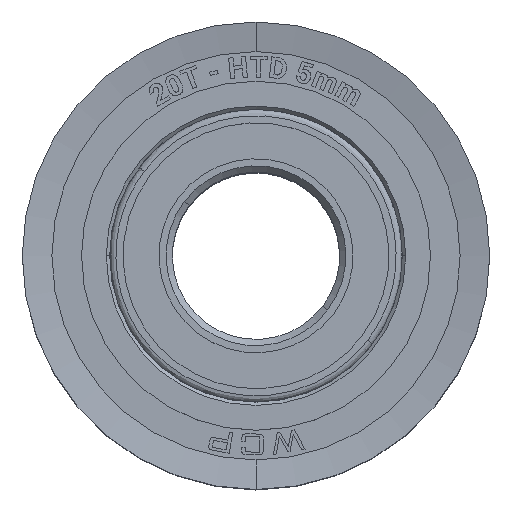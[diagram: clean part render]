
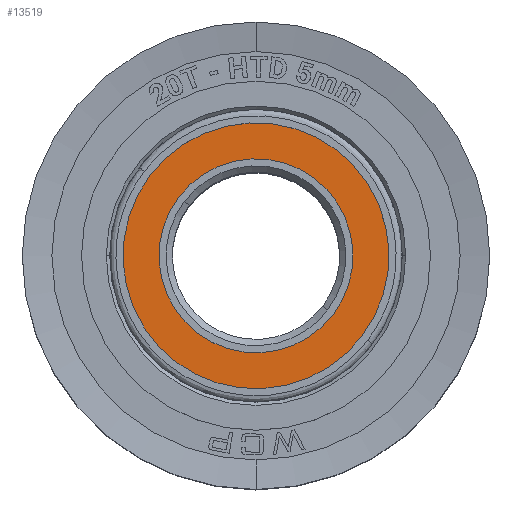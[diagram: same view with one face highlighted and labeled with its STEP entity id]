
A CAD part, top view. The second image highlights one B-rep face of the part: STEP entity #13519.
In plain terms, the highlighted face is planar.
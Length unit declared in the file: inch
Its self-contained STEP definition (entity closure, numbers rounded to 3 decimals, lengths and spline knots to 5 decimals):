
#14 = DIRECTION ( 'NONE',  ( 0., 0., 1. ) ) ;
#388 = DIRECTION ( 'NONE',  ( -1., 0., 0. ) ) ;
#401 = DIRECTION ( 'NONE',  ( -1., 0., 0. ) ) ;
#848 = CIRCLE ( 'NONE', #11617, 0.29 ) ;
#1062 = DIRECTION ( 'NONE',  ( -1., 0., 0. ) ) ;
#1718 = DIRECTION ( 'NONE',  ( 0., 0., 1. ) ) ;
#2030 = CARTESIAN_POINT ( 'NONE',  ( -0.12256, 0., 0. ) ) ;
#2860 = VERTEX_POINT ( 'NONE', #4831 ) ;
#3258 = DIRECTION ( 'NONE',  ( 0., 0., -1. ) ) ;
#3456 = CARTESIAN_POINT ( 'NONE',  ( -0.12256, 0., 0. ) ) ;
#3533 = ORIENTED_EDGE ( 'NONE', *, *, #10778, .F. ) ;
#3603 = CIRCLE ( 'NONE', #10049, 0.3975 ) ;
#4702 = FACE_OUTER_BOUND ( 'NONE', #15961, .T. ) ;
#4749 = VERTEX_POINT ( 'NONE', #5050 ) ;
#4831 = CARTESIAN_POINT ( 'NONE',  ( -0.12256, 0., 0.3975 ) ) ;
#5050 = CARTESIAN_POINT ( 'NONE',  ( -0.12256, 0., -0.29 ) ) ;
#5188 = VERTEX_POINT ( 'NONE', #16878 ) ;
#5754 = CIRCLE ( 'NONE', #14993, 0.29 ) ;
#6423 = EDGE_CURVE ( 'NONE', #6899, #4749, #5754, .T. ) ;
#6899 = VERTEX_POINT ( 'NONE', #18301 ) ;
#8573 = CARTESIAN_POINT ( 'NONE',  ( -0.12256, 0., 0. ) ) ;
#8939 = FACE_BOUND ( 'NONE', #9084, .T. ) ;
#9036 = PLANE ( 'NONE',  #16783 ) ;
#9084 = EDGE_LOOP ( 'NONE', ( #10822, #3533 ) ) ;
#9757 = EDGE_CURVE ( 'NONE', #2860, #5188, #3603, .T. ) ;
#10049 = AXIS2_PLACEMENT_3D ( 'NONE', #8573, #17450, #14 ) ;
#10189 = CARTESIAN_POINT ( 'NONE',  ( -0.12256, 0., 0. ) ) ;
#10778 = EDGE_CURVE ( 'NONE', #4749, #6899, #848, .T. ) ;
#10822 = ORIENTED_EDGE ( 'NONE', *, *, #6423, .F. ) ;
#11041 = AXIS2_PLACEMENT_3D ( 'NONE', #2030, #401, #16676 ) ;
#11617 = AXIS2_PLACEMENT_3D ( 'NONE', #10189, #1062, #1718 ) ;
#12322 = DIRECTION ( 'NONE',  ( 0., 0., 1. ) ) ;
#12523 = EDGE_CURVE ( 'NONE', #5188, #2860, #16901, .T. ) ;
#13519 = ADVANCED_FACE ( 'NONE', ( #4702, #8939 ), #9036, .F. ) ;
#13813 = ORIENTED_EDGE ( 'NONE', *, *, #9757, .T. ) ;
#14597 = ORIENTED_EDGE ( 'NONE', *, *, #12523, .T. ) ;
#14916 = CARTESIAN_POINT ( 'NONE',  ( -0.12256, 0.29, 0. ) ) ;
#14993 = AXIS2_PLACEMENT_3D ( 'NONE', #3456, #388, #12322 ) ;
#15202 = DIRECTION ( 'NONE',  ( 1., 0., 0. ) ) ;
#15961 = EDGE_LOOP ( 'NONE', ( #13813, #14597 ) ) ;
#16676 = DIRECTION ( 'NONE',  ( 0., 0., 1. ) ) ;
#16783 = AXIS2_PLACEMENT_3D ( 'NONE', #14916, #15202, #3258 ) ;
#16878 = CARTESIAN_POINT ( 'NONE',  ( -0.12256, 0., -0.3975 ) ) ;
#16901 = CIRCLE ( 'NONE', #11041, 0.3975 ) ;
#17450 = DIRECTION ( 'NONE',  ( -1., 0., 0. ) ) ;
#18301 = CARTESIAN_POINT ( 'NONE',  ( -0.12256, 0., 0.29 ) ) ;
